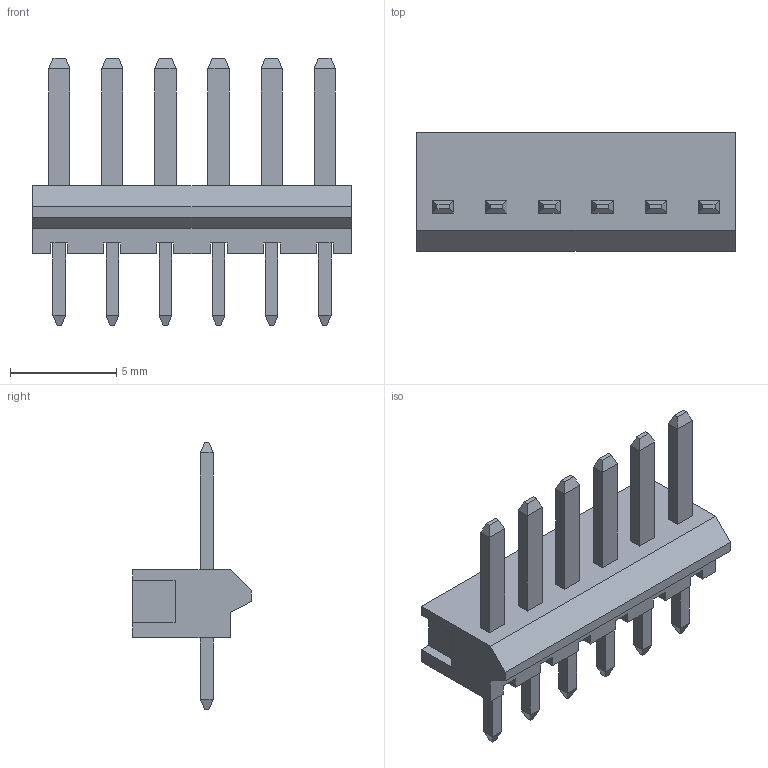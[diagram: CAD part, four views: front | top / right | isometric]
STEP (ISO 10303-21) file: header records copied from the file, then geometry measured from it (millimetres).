
FILE_DESCRIPTION(('FreeCAD Model'),'2;1');
FILE_NAME('Open CASCADE Shape Model','2021-07-29T09:52:03',( 'kicad StepUp'),('ksu MCAD'),'Open CASCADE STEP processor 7.4', 'FreeCAD','Unknown');
FILE_SCHEMA(('AUTOMOTIVE_DESIGN { 1 0 10303 214 1 1 1 1 }'));
Length unit declared in the file: millimetre
Products named in the file (1): JST_NH_B6P-SHF-1AA_1x06_P2.50mm_Vertical.copy
Bounding box: 15 x 5.6 x 12.6 mm (x, y, z)
Volume: 233.2 mm3; surface area: 542.4 mm2
Topology: 13 solids, 13 shells, 186 faces, 417 edges, 262 vertices
Faces by surface type: plane 138, bspline 48
Entity records: 11428 total; most frequent: CARTESIAN_POINT 2244, DIRECTION 1129, LINE 851, VECTOR 851, ORIENTED_EDGE 834, PCURVE 834, DEFINITIONAL_REPRESENTATION 834, EDGE_CURVE 417
